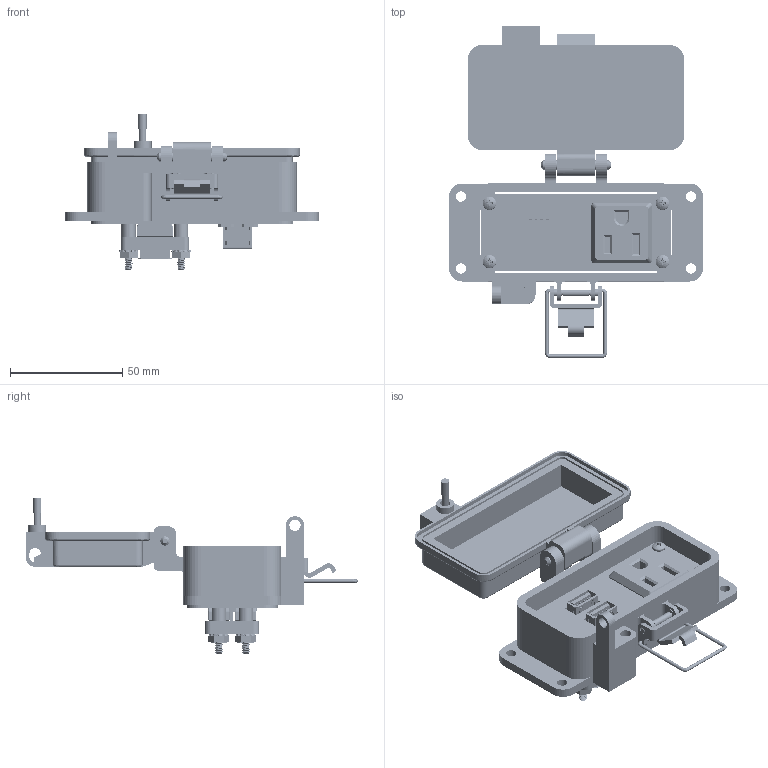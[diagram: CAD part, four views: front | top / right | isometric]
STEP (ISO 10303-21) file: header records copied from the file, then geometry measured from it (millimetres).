
FILE_DESCRIPTION (( 'STEP AP203' ), '1' );
FILE_NAME ('P-P22#2-F3R0_3D.STEP', '2018-06-01T20:10:31', ( '' ), ( '' ), 'SwSTEP 2.0', 'SolidWorks 2017', '' );
FILE_SCHEMA (( 'CONFIG_CONTROL_DESIGN' ));
Length unit declared in the file: millimetre
Products named in the file (14): Z-002-632516HN_90675A007; P-P22#2-F3R0_FP060_1; Z-200-OTLT-R0SQ; P-P22#2-F3R0_BP180_1; R; Z-300-USB-A-FF; Z-H-F3_B; P22; -F3; P-P22#2-F3R0_TP240_1; 92005A124_METRIC PAN HEAD PHILLIPS MACHINE SCREW_92005A124; Z-000-632112FH_90273A157; P-P22#2-F3R0_3D; 19mm Spacer
Assembly tree (26 placements, depth 3):
  P-P22#2-F3R0_3D
    P-P22#2-F3R0_BP180_1
    P22  x2
      Z-300-USB-A-FF
    P-P22#2-F3R0_TP240_1
    Z-000-632112FH_90273A157  x4
    19mm Spacer  x4
    Z-002-632516HN_90675A007  x4
    P-P22#2-F3R0_FP060_1
    R
      Z-200-OTLT-R0SQ
    -F3
      Z-H-F3_B
    92005A124_METRIC PAN HEAD PHILLIPS MACHINE SCREW_92005A124  x4
Bounding box: 113 x 147.61 x 69.64 mm (x, y, z)
Volume: 99892.9 mm3; surface area: 80828.6 mm2
Topology: 32 solids, 32 shells, 3084 faces, 8660 edges, 5682 vertices
Faces by surface type: cylinder 1391, plane 1216, cone 209, bspline 204, sphere 40, torus 24
Entity records: 63000 total; most frequent: CARTESIAN_POINT 24155, ORIENTED_EDGE 8396, DIRECTION 6852, EDGE_CURVE 4198, VERTEX_POINT 2763, VECTOR 2582, LINE 2582, AXIS2_PLACEMENT_3D 2135
